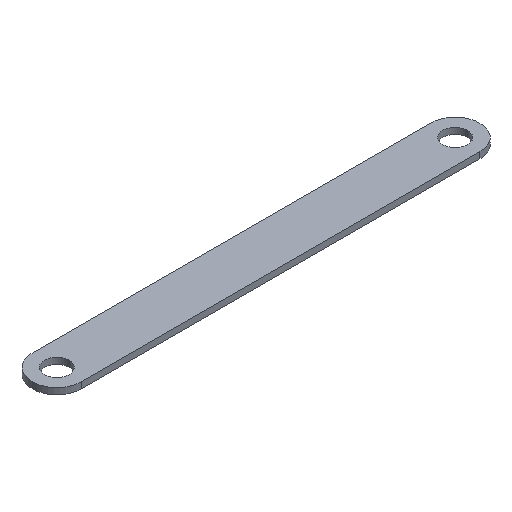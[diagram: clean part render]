
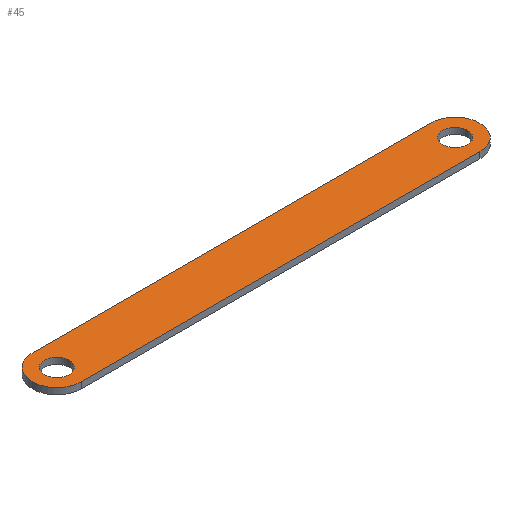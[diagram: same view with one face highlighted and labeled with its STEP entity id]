
A CAD part, isometric view. The second image highlights one B-rep face of the part: STEP entity #45.
In plain terms, the highlighted planar face has unit normal (0, 0, 1).
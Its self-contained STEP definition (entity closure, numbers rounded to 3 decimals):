
#7 = CARTESIAN_POINT ( 'NONE',  ( 331.517, 0., 5. ) ) ;
#9 = CARTESIAN_POINT ( 'NONE',  ( 0., 0., 5. ) ) ;
#11 = LINE ( 'NONE', #76, #95 ) ;
#12 = ORIENTED_EDGE ( 'NONE', *, *, #352, .F. ) ;
#15 = CARTESIAN_POINT ( 'NONE',  ( -20., 0., 5. ) ) ;
#16 = CARTESIAN_POINT ( 'NONE',  ( 321.517, 20., 5. ) ) ;
#18 = VERTEX_POINT ( 'NONE', #271 ) ;
#29 = EDGE_CURVE ( 'NONE', #284, #134, #57, .T. ) ;
#33 = DIRECTION ( 'NONE',  ( 1., 0., 0. ) ) ;
#35 = DIRECTION ( 'NONE',  ( 0., 0., 1. ) ) ;
#36 = DIRECTION ( 'NONE',  ( 1., 0., 0. ) ) ;
#45 = ADVANCED_FACE ( 'NONE', ( #273, #297, #366 ), #296, .T. ) ;
#48 = EDGE_LOOP ( 'NONE', ( #117, #128 ) ) ;
#51 = EDGE_CURVE ( 'NONE', #184, #357, #327, .T. ) ;
#55 = CARTESIAN_POINT ( 'NONE',  ( 0., 0., 5. ) ) ;
#57 = CIRCLE ( 'NONE', #304, 10. ) ;
#58 = VERTEX_POINT ( 'NONE', #345 ) ;
#61 = DIRECTION ( 'NONE',  ( 0., 0., 1. ) ) ;
#67 = DIRECTION ( 'NONE',  ( 0., 0., 1. ) ) ;
#71 = CARTESIAN_POINT ( 'NONE',  ( -10., 0., 5. ) ) ;
#76 = CARTESIAN_POINT ( 'NONE',  ( 0., 20., 5. ) ) ;
#84 = CARTESIAN_POINT ( 'NONE',  ( 0., 0., 5. ) ) ;
#88 = CIRCLE ( 'NONE', #158, 20. ) ;
#95 = VECTOR ( 'NONE', #208, 1000. ) ;
#97 = CARTESIAN_POINT ( 'NONE',  ( 321.517, 0., 5. ) ) ;
#99 = ORIENTED_EDGE ( 'NONE', *, *, #382, .T. ) ;
#100 = AXIS2_PLACEMENT_3D ( 'NONE', #318, #313, #233 ) ;
#111 = CARTESIAN_POINT ( 'NONE',  ( 10., 0., 5. ) ) ;
#115 = VECTOR ( 'NONE', #170, 1000. ) ;
#117 = ORIENTED_EDGE ( 'NONE', *, *, #51, .F. ) ;
#119 = DIRECTION ( 'NONE',  ( 0., 0., 1. ) ) ;
#126 = AXIS2_PLACEMENT_3D ( 'NONE', #55, #386, #157 ) ;
#128 = ORIENTED_EDGE ( 'NONE', *, *, #298, .F. ) ;
#130 = ORIENTED_EDGE ( 'NONE', *, *, #228, .T. ) ;
#131 = DIRECTION ( 'NONE',  ( 1., 0., 0. ) ) ;
#134 = VERTEX_POINT ( 'NONE', #111 ) ;
#136 = CARTESIAN_POINT ( 'NONE',  ( 321.517, 0., 5. ) ) ;
#137 = DIRECTION ( 'NONE',  ( 1., 0., 0. ) ) ;
#139 = CIRCLE ( 'NONE', #337, 10. ) ;
#150 = ORIENTED_EDGE ( 'NONE', *, *, #240, .T. ) ;
#151 = EDGE_CURVE ( 'NONE', #161, #18, #314, .T. ) ;
#157 = DIRECTION ( 'NONE',  ( 1., 0., 0. ) ) ;
#158 = AXIS2_PLACEMENT_3D ( 'NONE', #369, #61, #36 ) ;
#161 = VERTEX_POINT ( 'NONE', #168 ) ;
#163 = AXIS2_PLACEMENT_3D ( 'NONE', #136, #317, #137 ) ;
#168 = CARTESIAN_POINT ( 'NONE',  ( 0., -20., 5. ) ) ;
#170 = DIRECTION ( 'NONE',  ( 1., 0., 0. ) ) ;
#184 = VERTEX_POINT ( 'NONE', #206 ) ;
#188 = EDGE_LOOP ( 'NONE', ( #336, #12 ) ) ;
#192 = ORIENTED_EDGE ( 'NONE', *, *, #223, .T. ) ;
#206 = CARTESIAN_POINT ( 'NONE',  ( 311.517, 0., 5. ) ) ;
#208 = DIRECTION ( 'NONE',  ( -1., 0., 0. ) ) ;
#212 = AXIS2_PLACEMENT_3D ( 'NONE', #97, #35, #33 ) ;
#218 = CIRCLE ( 'NONE', #163, 10. ) ;
#219 = VERTEX_POINT ( 'NONE', #16 ) ;
#223 = EDGE_CURVE ( 'NONE', #58, #333, #332, .T. ) ;
#228 = EDGE_CURVE ( 'NONE', #18, #219, #246, .T. ) ;
#229 = DIRECTION ( 'NONE',  ( 0., 0., 1. ) ) ;
#233 = DIRECTION ( 'NONE',  ( 1., 0., 0. ) ) ;
#240 = EDGE_CURVE ( 'NONE', #333, #161, #88, .T. ) ;
#246 = CIRCLE ( 'NONE', #212, 20. ) ;
#271 = CARTESIAN_POINT ( 'NONE',  ( 321.517, -20., 5. ) ) ;
#273 = FACE_BOUND ( 'NONE', #188, .T. ) ;
#280 = EDGE_LOOP ( 'NONE', ( #192, #150, #383, #130, #99 ) ) ;
#284 = VERTEX_POINT ( 'NONE', #71 ) ;
#296 = PLANE ( 'NONE',  #126 ) ;
#297 = FACE_OUTER_BOUND ( 'NONE', #280, .T. ) ;
#298 = EDGE_CURVE ( 'NONE', #357, #184, #218, .T. ) ;
#304 = AXIS2_PLACEMENT_3D ( 'NONE', #84, #119, #325 ) ;
#309 = CARTESIAN_POINT ( 'NONE',  ( 0., -20., 5. ) ) ;
#313 = DIRECTION ( 'NONE',  ( 0., 0., 1. ) ) ;
#314 = LINE ( 'NONE', #309, #115 ) ;
#317 = DIRECTION ( 'NONE',  ( 0., 0., 1. ) ) ;
#318 = CARTESIAN_POINT ( 'NONE',  ( 321.517, 0., 5. ) ) ;
#325 = DIRECTION ( 'NONE',  ( 1., 0., 0. ) ) ;
#327 = CIRCLE ( 'NONE', #100, 10. ) ;
#332 = CIRCLE ( 'NONE', #389, 20. ) ;
#333 = VERTEX_POINT ( 'NONE', #15 ) ;
#336 = ORIENTED_EDGE ( 'NONE', *, *, #29, .F. ) ;
#337 = AXIS2_PLACEMENT_3D ( 'NONE', #9, #229, #346 ) ;
#341 = CARTESIAN_POINT ( 'NONE',  ( 0., 0., 5. ) ) ;
#345 = CARTESIAN_POINT ( 'NONE',  ( 0., 20., 5. ) ) ;
#346 = DIRECTION ( 'NONE',  ( 1., 0., 0. ) ) ;
#352 = EDGE_CURVE ( 'NONE', #134, #284, #139, .T. ) ;
#357 = VERTEX_POINT ( 'NONE', #7 ) ;
#366 = FACE_BOUND ( 'NONE', #48, .T. ) ;
#369 = CARTESIAN_POINT ( 'NONE',  ( 0., 0., 5. ) ) ;
#382 = EDGE_CURVE ( 'NONE', #219, #58, #11, .T. ) ;
#383 = ORIENTED_EDGE ( 'NONE', *, *, #151, .T. ) ;
#386 = DIRECTION ( 'NONE',  ( 0., 0., 1. ) ) ;
#389 = AXIS2_PLACEMENT_3D ( 'NONE', #341, #67, #131 ) ;
